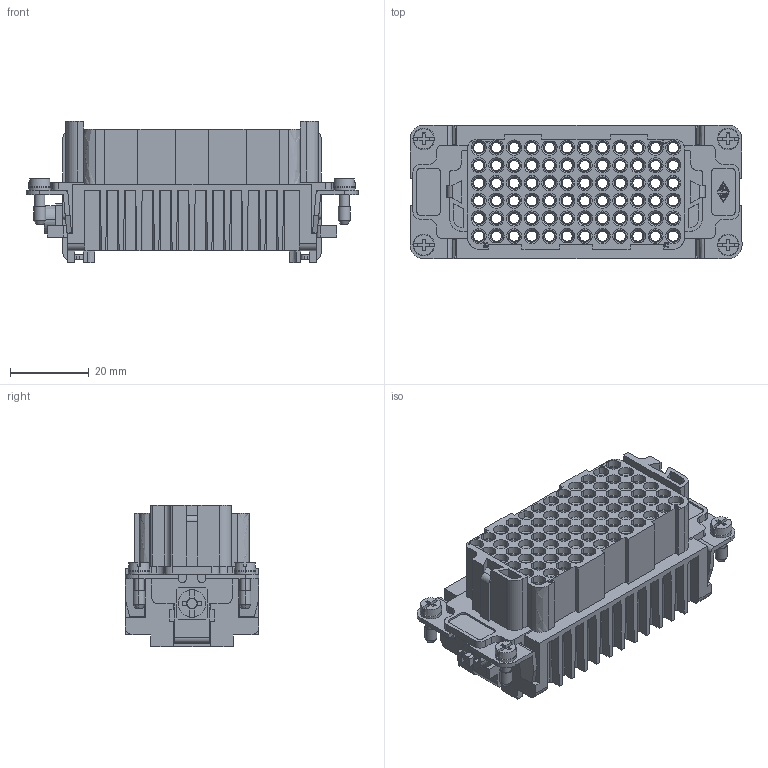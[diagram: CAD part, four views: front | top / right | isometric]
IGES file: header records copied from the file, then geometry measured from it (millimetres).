
Start section: Elysium IGES Interface
Global section: file name: CDDF 72.igs; native system: Creo Elements/Direct Modeling 17.0D  15-Jul-2011; preprocessor: Creo Element/Direct IGES_3D V2.2; author: Unknown; organization: Unknown; date: 20120213.151802; units: millimetre
Bounding box: 84.5 x 34 x 36 mm (x, y, z)
Volume: 35899.7 mm3; surface area: 42487.4 mm2
Topology: 1 solids, 1 shells, 1842 faces, 4579 edges, 2942 vertices
Faces by surface type: bspline 1842
